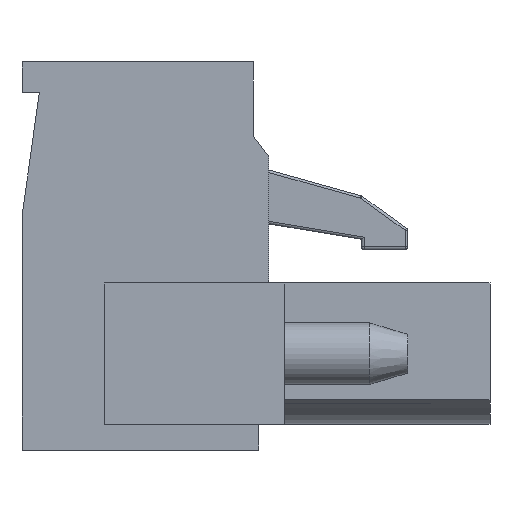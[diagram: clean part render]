
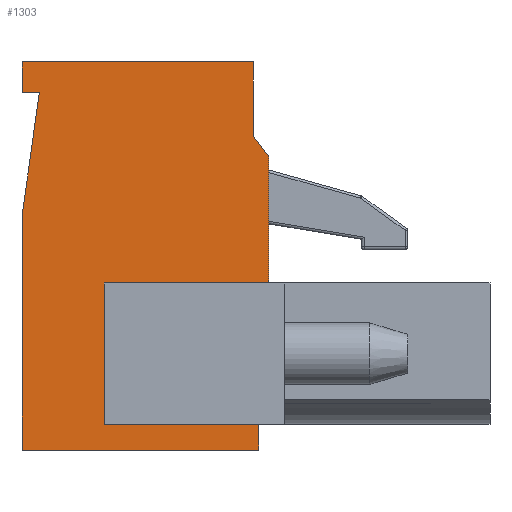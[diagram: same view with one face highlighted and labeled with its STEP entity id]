
A CAD part, left-side view. The second image highlights one B-rep face of the part: STEP entity #1303.
In plain terms, the highlighted planar face has unit normal (-1, 0, 0).
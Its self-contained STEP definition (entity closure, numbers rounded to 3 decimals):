
#1303 = ADVANCED_FACE( '', ( #2796 ), #2797, .F. );
#2796 = FACE_OUTER_BOUND( '', #4565, .T. );
#2797 = PLANE( '', #4566 );
#4565 = EDGE_LOOP( '', ( #7945, #7946, #7947, #7948, #7949, #7950, #7951, #7952, #7953, #7954, #7955, #7956, #7957 ) );
#4566 = AXIS2_PLACEMENT_3D( '', #7958, #7959, #7960 );
#7945 = ORIENTED_EDGE( '', *, *, #11247, .F. );
#7946 = ORIENTED_EDGE( '', *, *, #10715, .F. );
#7947 = ORIENTED_EDGE( '', *, *, #11849, .F. );
#7948 = ORIENTED_EDGE( '', *, *, #11914, .F. );
#7949 = ORIENTED_EDGE( '', *, *, #11915, .F. );
#7950 = ORIENTED_EDGE( '', *, *, #11916, .F. );
#7951 = ORIENTED_EDGE( '', *, *, #10629, .F. );
#7952 = ORIENTED_EDGE( '', *, *, #11917, .F. );
#7953 = ORIENTED_EDGE( '', *, *, #11918, .F. );
#7954 = ORIENTED_EDGE( '', *, *, #11859, .F. );
#7955 = ORIENTED_EDGE( '', *, *, #11765, .F. );
#7956 = ORIENTED_EDGE( '', *, *, #11545, .F. );
#7957 = ORIENTED_EDGE( '', *, *, #11919, .F. );
#7958 = CARTESIAN_POINT( '', ( -10., 0., 0. ) );
#7959 = DIRECTION( '', ( 1., 0., 0. ) );
#7960 = DIRECTION( '', ( 0., 0., -1. ) );
#10629 = EDGE_CURVE( '', #12651, #12646, #12653, .T. );
#10715 = EDGE_CURVE( '', #12807, #12808, #12809, .T. );
#11247 = EDGE_CURVE( '', #12808, #13733, #13734, .T. );
#11545 = EDGE_CURVE( '', #14190, #14192, #14193, .T. );
#11765 = EDGE_CURVE( '', #14192, #14520, #14521, .T. );
#11849 = EDGE_CURVE( '', #14633, #12807, #14635, .T. );
#11859 = EDGE_CURVE( '', #14520, #14646, #14650, .T. );
#11914 = EDGE_CURVE( '', #14719, #14633, #14720, .T. );
#11915 = EDGE_CURVE( '', #14721, #14719, #14722, .T. );
#11916 = EDGE_CURVE( '', #12646, #14721, #14723, .T. );
#11917 = EDGE_CURVE( '', #14724, #12651, #14725, .T. );
#11918 = EDGE_CURVE( '', #14646, #14724, #14726, .T. );
#11919 = EDGE_CURVE( '', #13733, #14190, #14727, .T. );
#12646 = VERTEX_POINT( '', #15610 );
#12651 = VERTEX_POINT( '', #15617 );
#12653 = LINE( '', #15620, #15621 );
#12807 = VERTEX_POINT( '', #15833 );
#12808 = VERTEX_POINT( '', #15834 );
#12809 = LINE( '', #15835, #15836 );
#13733 = VERTEX_POINT( '', #17133 );
#13734 = LINE( '', #17134, #17135 );
#14190 = VERTEX_POINT( '', #17801 );
#14192 = VERTEX_POINT( '', #17804 );
#14193 = LINE( '', #17805, #17806 );
#14520 = VERTEX_POINT( '', #18274 );
#14521 = LINE( '', #18275, #18276 );
#14633 = VERTEX_POINT( '', #18444 );
#14635 = LINE( '', #18447, #18448 );
#14646 = VERTEX_POINT( '', #18464 );
#14650 = LINE( '', #18470, #18471 );
#14719 = VERTEX_POINT( '', #18575 );
#14720 = LINE( '', #18576, #18577 );
#14721 = VERTEX_POINT( '', #18578 );
#14722 = LINE( '', #18579, #18580 );
#14723 = LINE( '', #18581, #18582 );
#14724 = VERTEX_POINT( '', #18583 );
#14725 = LINE( '', #18584, #18585 );
#14726 = LINE( '', #18586, #18587 );
#14727 = LINE( '', #18588, #18589 );
#15610 = CARTESIAN_POINT( '', ( -10., 0.6, 11.85 ) );
#15617 = CARTESIAN_POINT( '', ( -10., 9.6, 11.85 ) );
#15620 = CARTESIAN_POINT( '', ( -10., 9.6, 11.85 ) );
#15621 = VECTOR( '', #19758, 1000. );
#15833 = CARTESIAN_POINT( '', ( -10., 6.4, 3.25 ) );
#15834 = CARTESIAN_POINT( '', ( -10., 6.4, -2.25 ) );
#15835 = CARTESIAN_POINT( '', ( -10., 6.4, 3.25 ) );
#15836 = VECTOR( '', #19850, 1000. );
#17133 = CARTESIAN_POINT( '', ( -10., 0.4, -2.25 ) );
#17134 = CARTESIAN_POINT( '', ( -10., 6.4, -2.25 ) );
#17135 = VECTOR( '', #20460, 1000. );
#17801 = CARTESIAN_POINT( '', ( -10., 0.4, -3.25 ) );
#17804 = CARTESIAN_POINT( '', ( -10., 9.6, -3.25 ) );
#17805 = CARTESIAN_POINT( '', ( -10., -8.6, -3.25 ) );
#17806 = VECTOR( '', #20743, 1000. );
#18274 = CARTESIAN_POINT( '', ( -10., 9.6, 5.85 ) );
#18275 = CARTESIAN_POINT( '', ( -10., 9.6, -3.25 ) );
#18276 = VECTOR( '', #20968, 1000. );
#18444 = CARTESIAN_POINT( '', ( -10., 0., 3.25 ) );
#18447 = CARTESIAN_POINT( '', ( -10., -0.6, 3.25 ) );
#18448 = VECTOR( '', #21051, 1000. );
#18464 = CARTESIAN_POINT( '', ( -10., 8.925, 10.65 ) );
#18470 = CARTESIAN_POINT( '', ( -10., 10.22, 1.436 ) );
#18471 = VECTOR( '', #21059, 1000. );
#18575 = CARTESIAN_POINT( '', ( -10., 0., 8.15 ) );
#18576 = CARTESIAN_POINT( '', ( -10., 0., 11.85 ) );
#18577 = VECTOR( '', #21109, 1000. );
#18578 = CARTESIAN_POINT( '', ( -10., 0.6, 8.95 ) );
#18579 = CARTESIAN_POINT( '', ( -10., -3.912, 2.934 ) );
#18580 = VECTOR( '', #21110, 1000. );
#18581 = CARTESIAN_POINT( '', ( -10., 0.6, 0. ) );
#18582 = VECTOR( '', #21111, 1000. );
#18583 = CARTESIAN_POINT( '', ( -10., 9.6, 10.65 ) );
#18584 = CARTESIAN_POINT( '', ( -10., 9.6, -3.25 ) );
#18585 = VECTOR( '', #21112, 1000. );
#18586 = CARTESIAN_POINT( '', ( -10., 0., 10.65 ) );
#18587 = VECTOR( '', #21113, 1000. );
#18588 = CARTESIAN_POINT( '', ( -10., 0.4, 0. ) );
#18589 = VECTOR( '', #21114, 1000. );
#19758 = DIRECTION( '', ( 0., -1., 0. ) );
#19850 = DIRECTION( '', ( 0., 0., -1. ) );
#20460 = DIRECTION( '', ( 0., -1., 0. ) );
#20743 = DIRECTION( '', ( 0., 1., 0. ) );
#20968 = DIRECTION( '', ( 0., 0., 1. ) );
#21051 = DIRECTION( '', ( 0., 1., 0. ) );
#21059 = DIRECTION( '', ( 0., -0.139, 0.99 ) );
#21109 = DIRECTION( '', ( 0., 0., -1. ) );
#21110 = DIRECTION( '', ( 0., -0.6, -0.8 ) );
#21111 = DIRECTION( '', ( 0., 0., -1. ) );
#21112 = DIRECTION( '', ( 0., 0., 1. ) );
#21113 = DIRECTION( '', ( 0., 1., 0. ) );
#21114 = DIRECTION( '', ( 0., 0., -1. ) );
